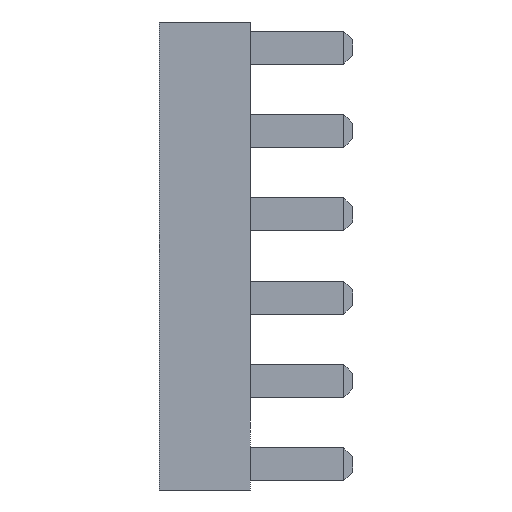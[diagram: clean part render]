
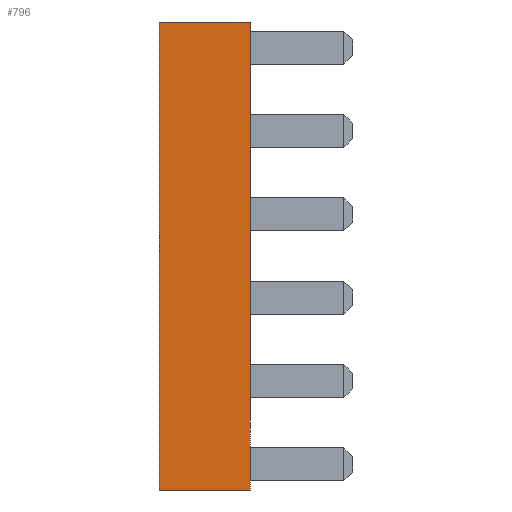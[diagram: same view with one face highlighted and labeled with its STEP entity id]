
A CAD part, left-side view. The second image highlights one B-rep face of the part: STEP entity #796.
In plain terms, the highlighted planar face has unit normal (-1, 0, 0).
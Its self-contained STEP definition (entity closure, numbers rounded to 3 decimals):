
#63 = ORIENTED_EDGE ( 'NONE', *, *, #337, .F. ) ;
#70 = ORIENTED_EDGE ( 'NONE', *, *, #338, .F. ) ;
#71 = ORIENTED_EDGE ( 'NONE', *, *, #339, .T. ) ;
#72 = ORIENTED_EDGE ( 'NONE', *, *, #5034, .T. ) ;
#187 = VERTEX_POINT ( 'NONE', #1849 ) ;
#188 = VERTEX_POINT ( 'NONE', #1848 ) ;
#221 = VERTEX_POINT ( 'NONE', #1889 ) ;
#242 = EDGE_LOOP ( 'NONE', ( #72, #63, #70, #71 ) ) ;
#337 = EDGE_CURVE ( 'NONE', #657, #187, #2401, .T. ) ;
#338 = EDGE_CURVE ( 'NONE', #221, #657, #2404, .T. ) ;
#339 = EDGE_CURVE ( 'NONE', #221, #188, #2407, .T. ) ;
#657 = VERTEX_POINT ( 'NONE', #2569 ) ;
#796 = ADVANCED_FACE ( 'NONE', ( #3128 ), #3129, .F. ) ;
#1848 = CARTESIAN_POINT ( 'NONE',  ( -8., 0., -8. ) ) ;
#1849 = CARTESIAN_POINT ( 'NONE',  ( -8., 0., 8. ) ) ;
#1889 = CARTESIAN_POINT ( 'NONE',  ( -8., 3.1, -8. ) ) ;
#2222 = VECTOR ( 'NONE', #2411, 1000. ) ;
#2223 = VECTOR ( 'NONE', #2414, 1000. ) ;
#2224 = VECTOR ( 'NONE', #2417, 1000. ) ;
#2401 = LINE ( 'NONE', #2409, #2222 ) ;
#2404 = LINE ( 'NONE', #2412, #2223 ) ;
#2407 = LINE ( 'NONE', #2415, #2224 ) ;
#2409 = CARTESIAN_POINT ( 'NONE',  ( -8., 3.1, 8. ) ) ;
#2411 = DIRECTION ( 'NONE',  ( 0., -1., 0. ) ) ;
#2412 = CARTESIAN_POINT ( 'NONE',  ( -8., 3.1, -8. ) ) ;
#2414 = DIRECTION ( 'NONE',  ( 0., 0., 1. ) ) ;
#2415 = CARTESIAN_POINT ( 'NONE',  ( -8., 3.1, -8. ) ) ;
#2417 = DIRECTION ( 'NONE',  ( 0., -1., 0. ) ) ;
#2569 = CARTESIAN_POINT ( 'NONE',  ( -8., 3.1, 8. ) ) ;
#2872 = AXIS2_PLACEMENT_3D ( 'NONE', #3121, #3132, #3133 ) ;
#3121 = CARTESIAN_POINT ( 'NONE',  ( -8., 3.1, -8. ) ) ;
#3128 = FACE_OUTER_BOUND ( 'NONE', #242, .T. ) ;
#3129 = PLANE ( 'NONE',  #2872 ) ;
#3132 = DIRECTION ( 'NONE',  ( 1., 0., 0. ) ) ;
#3133 = DIRECTION ( 'NONE',  ( 0., 0., -1. ) ) ;
#4476 = VECTOR ( 'NONE', #4804, 1000. ) ;
#4802 = LINE ( 'NONE', #4803, #4476 ) ;
#4803 = CARTESIAN_POINT ( 'NONE',  ( -8., 0., -8. ) ) ;
#4804 = DIRECTION ( 'NONE',  ( 0., 0., 1. ) ) ;
#5034 = EDGE_CURVE ( 'NONE', #188, #187, #4802, .T. ) ;
